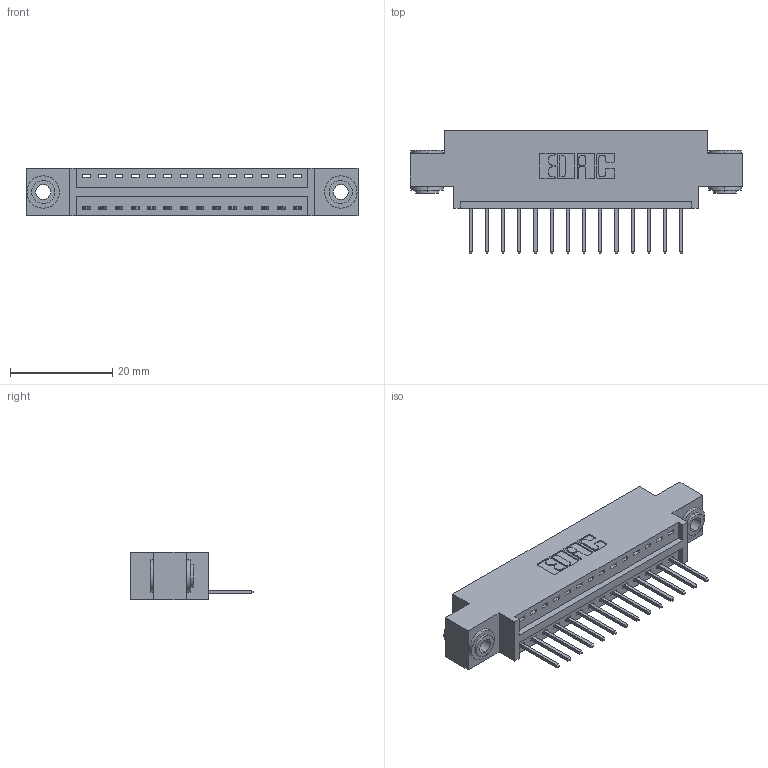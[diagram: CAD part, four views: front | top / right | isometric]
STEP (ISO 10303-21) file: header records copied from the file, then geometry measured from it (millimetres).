
FILE_DESCRIPTION (( 'STEP AP203' ), '1' );
FILE_NAME ('396-014-526-603.STEP', '2019-10-26T16:51:40', ( '' ), ( '' ), 'SwSTEP 2.0', 'SolidWorks 2016', '' );
FILE_SCHEMA (( 'CONFIG_CONTROL_DESIGN' ));
Length unit declared in the file: inch
Products named in the file (4): 345-292-001_345-293-126; 345-250-002_345-250-002-102; 396-014-526-603; 346 Part_0.170 Offset - 0.156 Dia-TH
Assembly tree (17 placements, depth 2):
  396-014-526-603
    346 Part_0.170 Offset - 0.156 Dia-TH
    345-292-001_345-293-126  x14
    345-250-002_345-250-002-102  x2
Bounding box: 65.02 x 24.13 x 9.4 mm (x, y, z)
Volume: 5884.9 mm3; surface area: 7419.2 mm2
Topology: 17 solids, 17 shells, 976 faces, 2881 edges, 1898 vertices
Faces by surface type: plane 650, cylinder 318, cone 8
Entity records: 13258 total; most frequent: CARTESIAN_POINT 2261, ORIENTED_EDGE 2202, DIRECTION 2059, EDGE_CURVE 1101, VECTOR 889, LINE 889, VERTEX_POINT 730, AXIS2_PLACEMENT_3D 585
